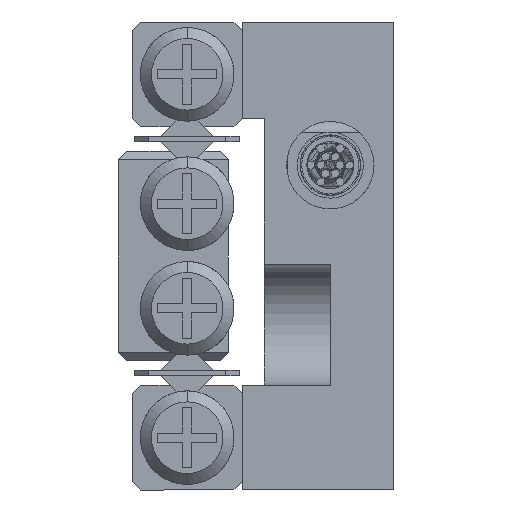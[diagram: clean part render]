
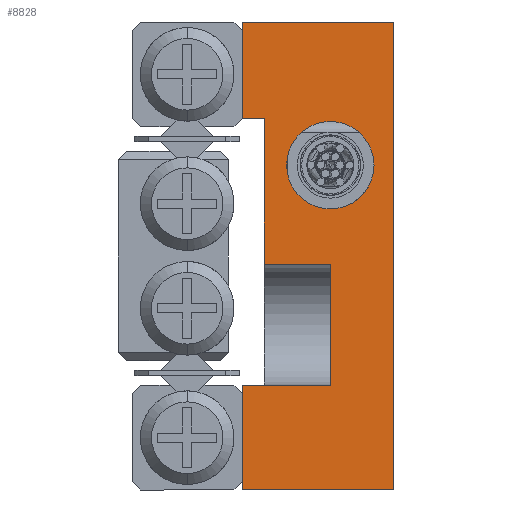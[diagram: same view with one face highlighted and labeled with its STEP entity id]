
A CAD part, left-side view. The second image highlights one B-rep face of the part: STEP entity #8828.
In plain terms, the highlighted planar face has unit normal (-1, 0, 0).
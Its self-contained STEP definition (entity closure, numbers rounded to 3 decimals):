
#467 = PLANE ( 'NONE',  #18459 ) ;
#652 = EDGE_CURVE ( 'NONE', #13678, #50266, #7660, .T. ) ;
#1461 = LINE ( 'NONE', #18175, #7269 ) ;
#3187 = CARTESIAN_POINT ( 'NONE',  ( -20., 5.5, 4.8 ) ) ;
#4292 = ORIENTED_EDGE ( 'NONE', *, *, #47213, .T. ) ;
#4489 = VECTOR ( 'NONE', #31215, 1000. ) ;
#5374 = ORIENTED_EDGE ( 'NONE', *, *, #32698, .T. ) ;
#6188 = EDGE_CURVE ( 'NONE', #20864, #32652, #27387, .T. ) ;
#7269 = VECTOR ( 'NONE', #34813, 1000. ) ;
#7660 = LINE ( 'NONE', #24260, #33098 ) ;
#8352 = ORIENTED_EDGE ( 'NONE', *, *, #33550, .T. ) ;
#8725 = CARTESIAN_POINT ( 'NONE',  ( -20., 5.5, -8.7 ) ) ;
#8828 = ADVANCED_FACE ( 'NONE', ( #21266, #37944 ), #467, .F. ) ;
#8852 = DIRECTION ( 'NONE',  ( 0., 1., 0. ) ) ;
#9971 = LINE ( 'NONE', #26562, #42951 ) ;
#10196 = DIRECTION ( 'NONE',  ( -1., 0., 0. ) ) ;
#10299 = LINE ( 'NONE', #26882, #27200 ) ;
#11914 = EDGE_CURVE ( 'NONE', #49915, #54015, #50892, .T. ) ;
#12015 = VECTOR ( 'NONE', #12516, 1000. ) ;
#12063 = VERTEX_POINT ( 'NONE', #17767 ) ;
#12516 = DIRECTION ( 'NONE',  ( 0., 0., 1. ) ) ;
#13420 = CARTESIAN_POINT ( 'NONE',  ( -20., 5.5, 8.3 ) ) ;
#13678 = VERTEX_POINT ( 'NONE', #8725 ) ;
#14087 = CARTESIAN_POINT ( 'NONE',  ( -20., 2.3, 1.512 ) ) ;
#14450 = AXIS2_PLACEMENT_3D ( 'NONE', #47648, #10196, #26782 ) ;
#14600 = CARTESIAN_POINT ( 'NONE',  ( -20., 4.7, 4.8 ) ) ;
#14865 = CARTESIAN_POINT ( 'NONE',  ( -20., 5.5, 4.8 ) ) ;
#14988 = ORIENTED_EDGE ( 'NONE', *, *, #26503, .F. ) ;
#15030 = EDGE_CURVE ( 'NONE', #45074, #54015, #33193, .T. ) ;
#15182 = AXIS2_PLACEMENT_3D ( 'NONE', #37210, #53955, #16456 ) ;
#15796 = ORIENTED_EDGE ( 'NONE', *, *, #11914, .T. ) ;
#16456 = DIRECTION ( 'NONE',  ( 0., 0., 1. ) ) ;
#17090 = ORIENTED_EDGE ( 'NONE', *, *, #18758, .F. ) ;
#17185 = CARTESIAN_POINT ( 'NONE',  ( -20., 5.5, -10. ) ) ;
#17767 = CARTESIAN_POINT ( 'NONE',  ( -20., 4.7, -0.5 ) ) ;
#18175 = CARTESIAN_POINT ( 'NONE',  ( -20., 2.3, -10. ) ) ;
#18459 = AXIS2_PLACEMENT_3D ( 'NONE', #17185, #33808, #50573 ) ;
#18686 = LINE ( 'NONE', #35330, #41522 ) ;
#18758 = EDGE_CURVE ( 'NONE', #13678, #26020, #18686, .T. ) ;
#20049 = EDGE_LOOP ( 'NONE', ( #17090, #25344, #8352, #15796, #35619, #5374, #22668, #34067, #32803, #4292 ) ) ;
#20864 = VERTEX_POINT ( 'NONE', #14087 ) ;
#21266 = FACE_OUTER_BOUND ( 'NONE', #20049, .T. ) ;
#21866 = CARTESIAN_POINT ( 'NONE',  ( -20., 2.3, -0.5 ) ) ;
#22668 = ORIENTED_EDGE ( 'NONE', *, *, #32518, .T. ) ;
#22773 = VERTEX_POINT ( 'NONE', #35661 ) ;
#23060 = ORIENTED_EDGE ( 'NONE', *, *, #6188, .F. ) ;
#23061 = VECTOR ( 'NONE', #8852, 1000. ) ;
#23078 = CARTESIAN_POINT ( 'NONE',  ( -20., 0., 8.3 ) ) ;
#24209 = EDGE_CURVE ( 'NONE', #36503, #12063, #29547, .T. ) ;
#24260 = CARTESIAN_POINT ( 'NONE',  ( -20., 5.5, -8.7 ) ) ;
#25344 = ORIENTED_EDGE ( 'NONE', *, *, #652, .T. ) ;
#26020 = VERTEX_POINT ( 'NONE', #49400 ) ;
#26503 = EDGE_CURVE ( 'NONE', #32652, #20864, #30968, .T. ) ;
#26562 = CARTESIAN_POINT ( 'NONE',  ( -20., 0., -10. ) ) ;
#26782 = DIRECTION ( 'NONE',  ( 0., 0., 1. ) ) ;
#26882 = CARTESIAN_POINT ( 'NONE',  ( -20., 5.5, -4.9 ) ) ;
#27200 = VECTOR ( 'NONE', #43632, 1000. ) ;
#27387 = CIRCLE ( 'NONE', #15182, 1.587 ) ;
#29547 = LINE ( 'NONE', #46306, #23061 ) ;
#30020 = DIRECTION ( 'NONE',  ( 0., 1., 0. ) ) ;
#30939 = VERTEX_POINT ( 'NONE', #41937 ) ;
#30968 = CIRCLE ( 'NONE', #14450, 1.587 ) ;
#31215 = DIRECTION ( 'NONE',  ( 0., 0., -1. ) ) ;
#31478 = DIRECTION ( 'NONE',  ( 0., -1., 0. ) ) ;
#32518 = EDGE_CURVE ( 'NONE', #22773, #12063, #52090, .T. ) ;
#32652 = VERTEX_POINT ( 'NONE', #35596 ) ;
#32698 = EDGE_CURVE ( 'NONE', #45074, #22773, #52362, .T. ) ;
#32803 = ORIENTED_EDGE ( 'NONE', *, *, #45562, .T. ) ;
#33098 = VECTOR ( 'NONE', #41004, 1000. ) ;
#33193 = LINE ( 'NONE', #49970, #12015 ) ;
#33550 = EDGE_CURVE ( 'NONE', #50266, #49915, #9971, .T. ) ;
#33731 = CARTESIAN_POINT ( 'NONE',  ( -20., 0., -8.7 ) ) ;
#33808 = DIRECTION ( 'NONE',  ( 1., 0., 0. ) ) ;
#34067 = ORIENTED_EDGE ( 'NONE', *, *, #24209, .F. ) ;
#34108 = CARTESIAN_POINT ( 'NONE',  ( -20., 5.5, 8.3 ) ) ;
#34291 = VECTOR ( 'NONE', #30020, 1000. ) ;
#34813 = DIRECTION ( 'NONE',  ( 0., 0., -1. ) ) ;
#35330 = CARTESIAN_POINT ( 'NONE',  ( -20., 5.5, -10. ) ) ;
#35596 = CARTESIAN_POINT ( 'NONE',  ( -20., 2.3, 4.687 ) ) ;
#35619 = ORIENTED_EDGE ( 'NONE', *, *, #15030, .F. ) ;
#35661 = CARTESIAN_POINT ( 'NONE',  ( -20., 4.7, 4.8 ) ) ;
#36503 = VERTEX_POINT ( 'NONE', #21866 ) ;
#37210 = CARTESIAN_POINT ( 'NONE',  ( -20., 2.3, 3.1 ) ) ;
#37944 = FACE_BOUND ( 'NONE', #50536, .T. ) ;
#41004 = DIRECTION ( 'NONE',  ( 0., -1., 0. ) ) ;
#41522 = VECTOR ( 'NONE', #52098, 1000. ) ;
#41937 = CARTESIAN_POINT ( 'NONE',  ( -20., 2.3, -4.9 ) ) ;
#42951 = VECTOR ( 'NONE', #43321, 1000. ) ;
#43321 = DIRECTION ( 'NONE',  ( 0., 0., 1. ) ) ;
#43632 = DIRECTION ( 'NONE',  ( 0., 1., 0. ) ) ;
#45074 = VERTEX_POINT ( 'NONE', #3187 ) ;
#45562 = EDGE_CURVE ( 'NONE', #36503, #30939, #1461, .T. ) ;
#46306 = CARTESIAN_POINT ( 'NONE',  ( -20., -2.533, -0.5 ) ) ;
#47213 = EDGE_CURVE ( 'NONE', #30939, #26020, #10299, .T. ) ;
#47648 = CARTESIAN_POINT ( 'NONE',  ( -20., 2.3, 3.1 ) ) ;
#49047 = VECTOR ( 'NONE', #31478, 1000. ) ;
#49400 = CARTESIAN_POINT ( 'NONE',  ( -20., 5.5, -4.9 ) ) ;
#49915 = VERTEX_POINT ( 'NONE', #23078 ) ;
#49970 = CARTESIAN_POINT ( 'NONE',  ( -20., 5.5, -10. ) ) ;
#50266 = VERTEX_POINT ( 'NONE', #33731 ) ;
#50536 = EDGE_LOOP ( 'NONE', ( #14988, #23060 ) ) ;
#50573 = DIRECTION ( 'NONE',  ( 0., 0., -1. ) ) ;
#50892 = LINE ( 'NONE', #13420, #34291 ) ;
#52090 = LINE ( 'NONE', #14600, #4489 ) ;
#52098 = DIRECTION ( 'NONE',  ( 0., 0., 1. ) ) ;
#52362 = LINE ( 'NONE', #14865, #49047 ) ;
#53955 = DIRECTION ( 'NONE',  ( -1., 0., 0. ) ) ;
#54015 = VERTEX_POINT ( 'NONE', #34108 ) ;
